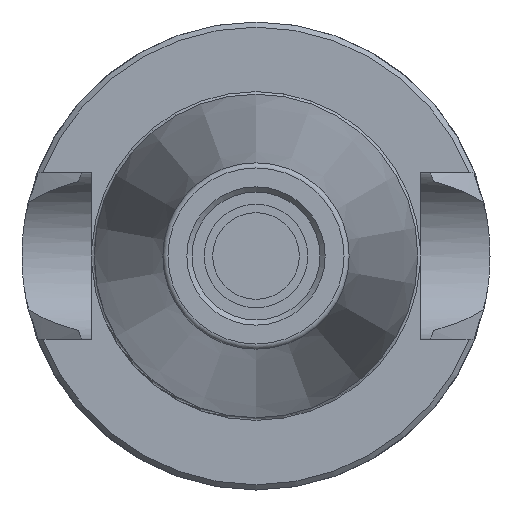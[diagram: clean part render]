
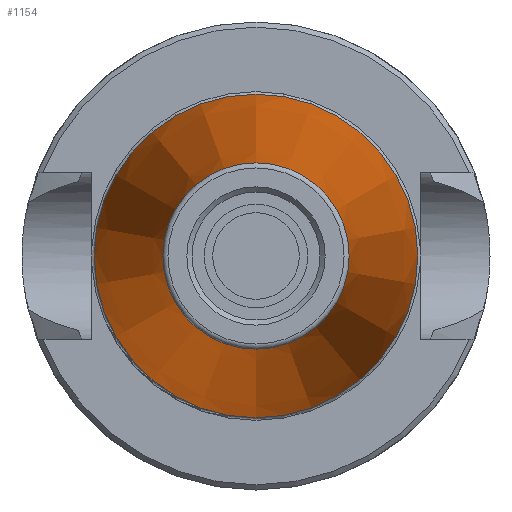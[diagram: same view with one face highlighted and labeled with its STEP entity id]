
A CAD part, left-side view. The second image highlights one B-rep face of the part: STEP entity #1154.
In plain terms, the highlighted conical face has half-angle 7.973 degrees and reference radius 15.875 mm.
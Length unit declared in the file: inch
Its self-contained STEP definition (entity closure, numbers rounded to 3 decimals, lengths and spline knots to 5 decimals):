
#81=CONICAL_SURFACE('',#1314,0.625,0.139);
#173=LINE('',#2140,#235);
#235=VECTOR('',#1653,0.625);
#303=FACE_OUTER_BOUND('',#374,.T.);
#374=EDGE_LOOP('',(#983,#984,#985,#986,#987));
#435=CIRCLE('',#1302,0.35991);
#442=CIRCLE('',#1315,0.625);
#443=CIRCLE('',#1316,0.625);
#558=VERTEX_POINT('',#2115);
#564=VERTEX_POINT('',#2137);
#565=VERTEX_POINT('',#2138);
#703=EDGE_CURVE('',#558,#558,#435,.T.);
#713=EDGE_CURVE('',#564,#565,#442,.T.);
#714=EDGE_CURVE('',#565,#558,#173,.T.);
#715=EDGE_CURVE('',#565,#564,#443,.T.);
#983=ORIENTED_EDGE('',*,*,#713,.T.);
#984=ORIENTED_EDGE('',*,*,#714,.T.);
#985=ORIENTED_EDGE('',*,*,#703,.T.);
#986=ORIENTED_EDGE('',*,*,#714,.F.);
#987=ORIENTED_EDGE('',*,*,#715,.T.);
#1154=ADVANCED_FACE('',(#303),#81,.T.);
#1302=AXIS2_PLACEMENT_3D('',#2116,#1622,#1623);
#1314=AXIS2_PLACEMENT_3D('',#2136,#1649,#1650);
#1315=AXIS2_PLACEMENT_3D('',#2139,#1651,#1652);
#1316=AXIS2_PLACEMENT_3D('',#2141,#1654,#1655);
#1622=DIRECTION('center_axis',(1.,0.,0.));
#1623=DIRECTION('ref_axis',(0.,0.,1.));
#1649=DIRECTION('center_axis',(1.,0.,0.));
#1650=DIRECTION('ref_axis',(0.,0.,-1.));
#1651=DIRECTION('center_axis',(-1.,0.,0.));
#1652=DIRECTION('ref_axis',(0.,0.,1.));
#1653=DIRECTION('',(-0.99,0.,-0.139));
#1654=DIRECTION('center_axis',(-1.,0.,0.));
#1655=DIRECTION('ref_axis',(0.,0.,1.));
#2115=CARTESIAN_POINT('',(-1.89277,0.,0.35991));
#2116=CARTESIAN_POINT('Origin',(-1.89277,0.,0.));
#2136=CARTESIAN_POINT('Origin',(0.,0.,0.));
#2137=CARTESIAN_POINT('',(0.,0.,-0.625));
#2138=CARTESIAN_POINT('',(0.,0.,0.625));
#2139=CARTESIAN_POINT('Origin',(0.,0.,0.));
#2140=CARTESIAN_POINT('',(0.,0.,0.625));
#2141=CARTESIAN_POINT('Origin',(0.,0.,0.));
